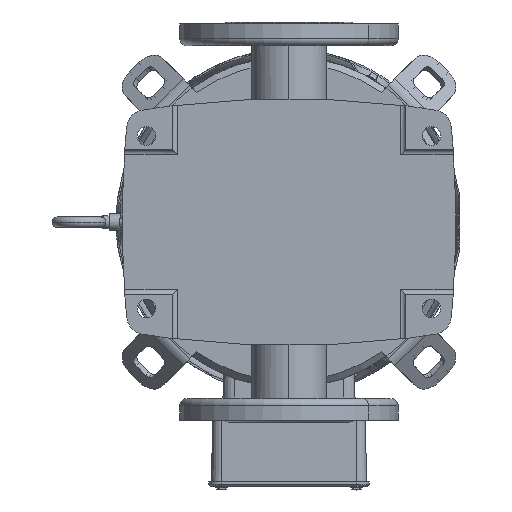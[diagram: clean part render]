
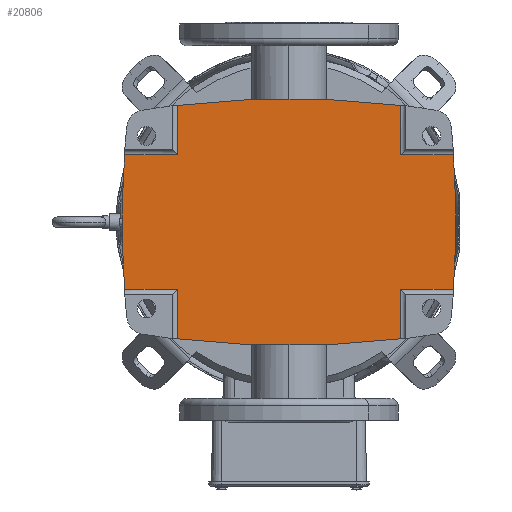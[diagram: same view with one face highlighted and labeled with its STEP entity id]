
A CAD part, front view. The second image highlights one B-rep face of the part: STEP entity #20806.
In plain terms, the highlighted planar face has unit normal (0, -1, 0).
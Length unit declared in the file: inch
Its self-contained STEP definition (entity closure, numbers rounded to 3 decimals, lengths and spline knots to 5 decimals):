
#1692 = VECTOR ( 'NONE', #35773, 39.37008 ) ;
#4086 = CARTESIAN_POINT ( 'NONE',  ( 1.99928, 0.19685, -3.31346 ) ) ;
#4458 = CARTESIAN_POINT ( 'NONE',  ( 3.46496, 0.19685, 3.31346 ) ) ;
#4620 = DIRECTION ( 'NONE',  ( 0., 0., 1. ) ) ;
#4748 = CARTESIAN_POINT ( 'NONE',  ( -1.99928, 0.19685, 3.31346 ) ) ;
#4795 = VERTEX_POINT ( 'NONE', #71643 ) ;
#6043 = AXIS2_PLACEMENT_3D ( 'NONE', #6636, #66343, #72572 ) ;
#6102 = CARTESIAN_POINT ( 'NONE',  ( 0., 0.19685, 23.10236 ) ) ;
#6323 = VECTOR ( 'NONE', #34437, 39.37008 ) ;
#6591 = CARTESIAN_POINT ( 'NONE',  ( -1.99928, 0.19685, -6.87992 ) ) ;
#6636 = CARTESIAN_POINT ( 'NONE',  ( -23.10236, 0.19685, 0. ) ) ;
#8695 = VERTEX_POINT ( 'NONE', #40643 ) ;
#8792 = VERTEX_POINT ( 'NONE', #19507 ) ;
#9251 = EDGE_CURVE ( 'NONE', #55750, #17506, #31805, .T. ) ;
#10107 = DIRECTION ( 'NONE',  ( 0., -1., 0. ) ) ;
#10931 = CARTESIAN_POINT ( 'NONE',  ( 1.99928, 0.19685, -6.87992 ) ) ;
#10997 = LINE ( 'NONE', #17739, #1692 ) ;
#13547 = FACE_OUTER_BOUND ( 'NONE', #23189, .T. ) ;
#14915 = CARTESIAN_POINT ( 'NONE',  ( 0., 0.19685, -4.95031 ) ) ;
#15709 = CARTESIAN_POINT ( 'NONE',  ( -4.59646, 0.19685, -3.31346 ) ) ;
#15785 = DIRECTION ( 'NONE',  ( 0., 1., 0. ) ) ;
#15915 = AXIS2_PLACEMENT_3D ( 'NONE', #26764, #15785, #68479 ) ;
#16679 = LINE ( 'NONE', #71014, #62449 ) ;
#17506 = VERTEX_POINT ( 'NONE', #32326 ) ;
#17739 = CARTESIAN_POINT ( 'NONE',  ( -1.99928, 0.19685, -6.87992 ) ) ;
#17750 = VERTEX_POINT ( 'NONE', #4086 ) ;
#18105 = DIRECTION ( 'NONE',  ( 0., 0., 1. ) ) ;
#19507 = CARTESIAN_POINT ( 'NONE',  ( -1.99928, 0.19685, -4.87898 ) ) ;
#20478 = CARTESIAN_POINT ( 'NONE',  ( -3.46496, 0.19685, 3.31346 ) ) ;
#20806 = ADVANCED_FACE ( 'NONE', ( #13547 ), #51535, .F. ) ;
#21383 = VERTEX_POINT ( 'NONE', #58588 ) ;
#21796 = CIRCLE ( 'NONE', #22306, 28.05268 ) ;
#22062 = VERTEX_POINT ( 'NONE', #20478 ) ;
#22306 = AXIS2_PLACEMENT_3D ( 'NONE', #6102, #41842, #53317 ) ;
#22462 = DIRECTION ( 'NONE',  ( 1., 0., 0. ) ) ;
#23059 = DIRECTION ( 'NONE',  ( 1., 0., 0. ) ) ;
#23189 = EDGE_LOOP ( 'NONE', ( #56448, #63753, #45845, #32324, #40833, #76344, #75309, #62923, #70830, #41303, #29944, #72413, #26329, #60191 ) ) ;
#24008 = CARTESIAN_POINT ( 'NONE',  ( 3.46496, 0.19685, -3.31346 ) ) ;
#24419 = EDGE_CURVE ( 'NONE', #8792, #17506, #54885, .T. ) ;
#24997 = CARTESIAN_POINT ( 'NONE',  ( -3.46496, 0.19685, -3.31346 ) ) ;
#25072 = EDGE_CURVE ( 'NONE', #22062, #32609, #27978, .T. ) ;
#26329 = ORIENTED_EDGE ( 'NONE', *, *, #29789, .T. ) ;
#26764 = CARTESIAN_POINT ( 'NONE',  ( -1.99928, 0.19685, -6.87992 ) ) ;
#27461 = EDGE_CURVE ( 'NONE', #74294, #61567, #16679, .T. ) ;
#27978 = LINE ( 'NONE', #61378, #66232 ) ;
#28350 = DIRECTION ( 'NONE',  ( 0., -1., 0. ) ) ;
#28653 = VERTEX_POINT ( 'NONE', #46812 ) ;
#29789 = EDGE_CURVE ( 'NONE', #8695, #28653, #67548, .T. ) ;
#29797 = EDGE_CURVE ( 'NONE', #54849, #8792, #21796, .T. ) ;
#29944 = ORIENTED_EDGE ( 'NONE', *, *, #27461, .F. ) ;
#30915 = EDGE_CURVE ( 'NONE', #17750, #51866, #35708, .T. ) ;
#31805 = LINE ( 'NONE', #50436, #51370 ) ;
#31946 = DIRECTION ( 'NONE',  ( 1., 0., 0. ) ) ;
#32324 = ORIENTED_EDGE ( 'NONE', *, *, #9251, .T. ) ;
#32326 = CARTESIAN_POINT ( 'NONE',  ( -1.99928, 0.19685, -3.31346 ) ) ;
#32609 = VERTEX_POINT ( 'NONE', #4748 ) ;
#32950 = CIRCLE ( 'NONE', #48188, 28.05268 ) ;
#34359 = DIRECTION ( 'NONE',  ( 0., 0., 1. ) ) ;
#34437 = DIRECTION ( 'NONE',  ( 0., 0., 1. ) ) ;
#34785 = EDGE_CURVE ( 'NONE', #21383, #17750, #74436, .T. ) ;
#34905 = CARTESIAN_POINT ( 'NONE',  ( 0., 0.19685, -23.10236 ) ) ;
#35708 = LINE ( 'NONE', #15709, #47786 ) ;
#35773 = DIRECTION ( 'NONE',  ( 0., 0., 1. ) ) ;
#39183 = DIRECTION ( 'NONE',  ( 0., 1., 0. ) ) ;
#40172 = CARTESIAN_POINT ( 'NONE',  ( 1.99928, 0.19685, -6.87992 ) ) ;
#40643 = CARTESIAN_POINT ( 'NONE',  ( 1.99928, 0.19685, 4.87898 ) ) ;
#40833 = ORIENTED_EDGE ( 'NONE', *, *, #24419, .F. ) ;
#41303 = ORIENTED_EDGE ( 'NONE', *, *, #57648, .F. ) ;
#41842 = DIRECTION ( 'NONE',  ( 0., 1., 0. ) ) ;
#42845 = DIRECTION ( 'NONE',  ( 0., 0., 1. ) ) ;
#43654 = DIRECTION ( 'NONE',  ( 1., 0., 0. ) ) ;
#43682 = VECTOR ( 'NONE', #42845, 39.37008 ) ;
#45174 = DIRECTION ( 'NONE',  ( 0., 0., 1. ) ) ;
#45845 = ORIENTED_EDGE ( 'NONE', *, *, #60759, .T. ) ;
#46395 = DIRECTION ( 'NONE',  ( 0., 0., 1. ) ) ;
#46812 = CARTESIAN_POINT ( 'NONE',  ( 0., 0.19685, 4.95031 ) ) ;
#47786 = VECTOR ( 'NONE', #22462, 39.37008 ) ;
#47829 = CARTESIAN_POINT ( 'NONE',  ( 0., 0.19685, -23.10236 ) ) ;
#48188 = AXIS2_PLACEMENT_3D ( 'NONE', #34905, #10107, #4620 ) ;
#50436 = CARTESIAN_POINT ( 'NONE',  ( -4.59646, 0.19685, -3.31346 ) ) ;
#51370 = VECTOR ( 'NONE', #31946, 39.37008 ) ;
#51535 = PLANE ( 'NONE',  #15915 ) ;
#51866 = VERTEX_POINT ( 'NONE', #24008 ) ;
#52105 = EDGE_CURVE ( 'NONE', #74294, #8695, #71172, .T. ) ;
#53317 = DIRECTION ( 'NONE',  ( 0., 0., 1. ) ) ;
#54849 = VERTEX_POINT ( 'NONE', #14915 ) ;
#54885 = LINE ( 'NONE', #6591, #43682 ) ;
#55750 = VERTEX_POINT ( 'NONE', #24997 ) ;
#56006 = AXIS2_PLACEMENT_3D ( 'NONE', #69357, #39183, #45174 ) ;
#56448 = ORIENTED_EDGE ( 'NONE', *, *, #64383, .F. ) ;
#56646 = EDGE_CURVE ( 'NONE', #21383, #54849, #57418, .T. ) ;
#57418 = CIRCLE ( 'NONE', #56006, 28.05268 ) ;
#57648 = EDGE_CURVE ( 'NONE', #61567, #51866, #70327, .T. ) ;
#58588 = CARTESIAN_POINT ( 'NONE',  ( 1.99928, 0.19685, -4.87898 ) ) ;
#60191 = ORIENTED_EDGE ( 'NONE', *, *, #60763, .T. ) ;
#60759 = EDGE_CURVE ( 'NONE', #22062, #55750, #76717, .T. ) ;
#60763 = EDGE_CURVE ( 'NONE', #28653, #4795, #32950, .T. ) ;
#61378 = CARTESIAN_POINT ( 'NONE',  ( -4.59646, 0.19685, 3.31346 ) ) ;
#61567 = VERTEX_POINT ( 'NONE', #4458 ) ;
#62449 = VECTOR ( 'NONE', #23059, 39.37008 ) ;
#62861 = VECTOR ( 'NONE', #46395, 39.37008 ) ;
#62923 = ORIENTED_EDGE ( 'NONE', *, *, #34785, .T. ) ;
#63753 = ORIENTED_EDGE ( 'NONE', *, *, #25072, .F. ) ;
#64316 = CARTESIAN_POINT ( 'NONE',  ( 23.10236, 0.19685, 0. ) ) ;
#64383 = EDGE_CURVE ( 'NONE', #32609, #4795, #10997, .T. ) ;
#64805 = AXIS2_PLACEMENT_3D ( 'NONE', #47829, #65548, #18105 ) ;
#65068 = AXIS2_PLACEMENT_3D ( 'NONE', #64316, #28350, #34359 ) ;
#65548 = DIRECTION ( 'NONE',  ( 0., -1., 0. ) ) ;
#66232 = VECTOR ( 'NONE', #43654, 39.37008 ) ;
#66343 = DIRECTION ( 'NONE',  ( 0., 1., 0. ) ) ;
#67548 = CIRCLE ( 'NONE', #64805, 28.05268 ) ;
#68479 = DIRECTION ( 'NONE',  ( 0., 0., 1. ) ) ;
#69357 = CARTESIAN_POINT ( 'NONE',  ( 0., 0.19685, 23.10236 ) ) ;
#70327 = CIRCLE ( 'NONE', #6043, 26.77315 ) ;
#70830 = ORIENTED_EDGE ( 'NONE', *, *, #30915, .T. ) ;
#71014 = CARTESIAN_POINT ( 'NONE',  ( -4.59646, 0.19685, 3.31346 ) ) ;
#71172 = LINE ( 'NONE', #10931, #62861 ) ;
#71401 = CARTESIAN_POINT ( 'NONE',  ( 1.99928, 0.19685, 3.31346 ) ) ;
#71643 = CARTESIAN_POINT ( 'NONE',  ( -1.99928, 0.19685, 4.87898 ) ) ;
#72413 = ORIENTED_EDGE ( 'NONE', *, *, #52105, .T. ) ;
#72572 = DIRECTION ( 'NONE',  ( 0., 0., 1. ) ) ;
#74294 = VERTEX_POINT ( 'NONE', #71401 ) ;
#74436 = LINE ( 'NONE', #40172, #6323 ) ;
#75309 = ORIENTED_EDGE ( 'NONE', *, *, #56646, .F. ) ;
#76344 = ORIENTED_EDGE ( 'NONE', *, *, #29797, .F. ) ;
#76717 = CIRCLE ( 'NONE', #65068, 26.77315 ) ;
